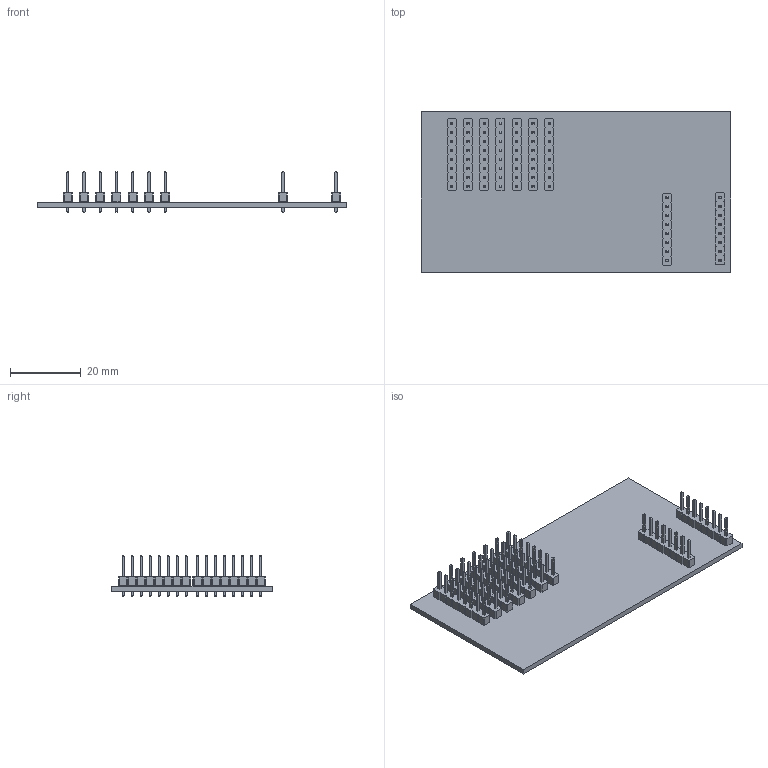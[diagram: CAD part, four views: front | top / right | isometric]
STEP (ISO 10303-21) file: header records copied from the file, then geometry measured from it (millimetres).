
FILE_DESCRIPTION(('KiCad electronic assembly'),'2;1');
FILE_NAME('vikingboard_3d.step','2025-12-05T05:14:25',('Pcbnew'),( 'Kicad'),'Open CASCADE STEP processor 7.8','KiCad to STEP converter' ,'Unknown');
FILE_SCHEMA(('AUTOMOTIVE_DESIGN { 1 0 10303 214 1 1 1 1 }'));
Length unit declared in the file: millimetre
Products named in the file (3): vikingboard_3d 1; PinHeader_1x08_P2.54mm_Vertical; Vikingboard_PCB
Assembly tree (10 placements, depth 2):
  vikingboard_3d 1
    PinHeader_1x08_P2.54mm_Vertical  x9
    Vikingboard_PCB
Bounding box: 87.33 x 45.2 x 11.54 mm (x, y, z)
Volume: 7292.3 mm3; surface area: 12150.2 mm2
Topology: 10 solids, 10 shells, 1842 faces, 4458 edges, 2780 vertices
Faces by surface type: plane 1770, cylinder 72
Full cylindrical faces by diameter (mm): 1 x72
Entity records: 9934 total; most frequent: CARTESIAN_POINT 1427, DIRECTION 1412, ORIENTED_EDGE 1396, EDGE_CURVE 698, LINE 554, VECTOR 554, VERTEX_POINT 444, FACE_BOUND 434
